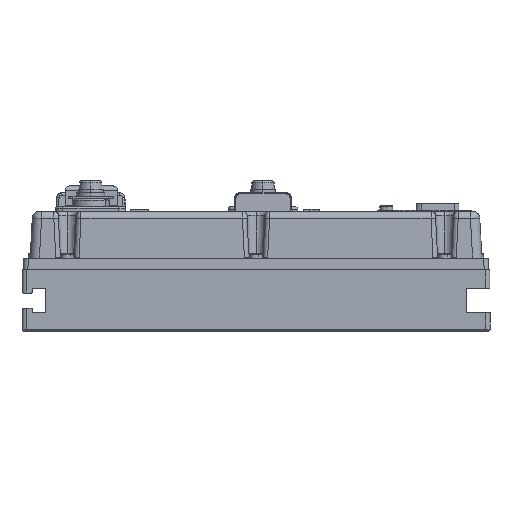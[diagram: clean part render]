
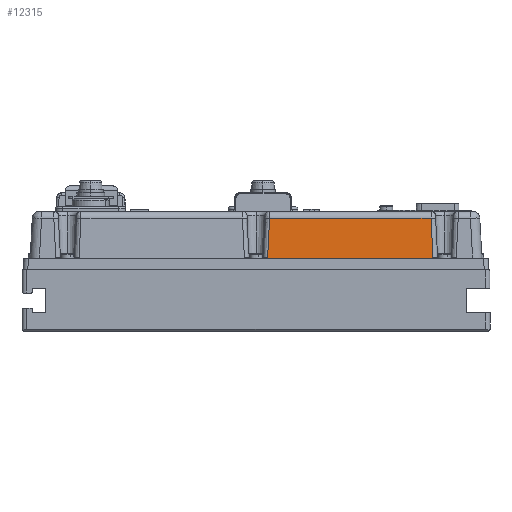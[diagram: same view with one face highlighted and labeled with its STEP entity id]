
A CAD part, left-side view. The second image highlights one B-rep face of the part: STEP entity #12315.
In plain terms, the highlighted planar face has unit normal (-0.999, 0, 0.052).
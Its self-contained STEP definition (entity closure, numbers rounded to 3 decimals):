
#1878 = CARTESIAN_POINT ( 'NONE',  ( -81.101, -5.828, 22.157 ) ) ;
#2137 = CARTESIAN_POINT ( 'NONE',  ( -81.101, -75.172, 22.157 ) ) ;
#12315 = ADVANCED_FACE ( 'NONE', ( #76662 ), #76044, .T. ) ;
#15971 = CARTESIAN_POINT ( 'NONE',  ( -82., -76.003, 5. ) ) ;
#15989 = CARTESIAN_POINT ( 'NONE',  ( -82., -4.997, 5. ) ) ;
#19405 = EDGE_CURVE ( 'NONE', #51231, #51189, #87033, .T. ) ;
#19491 = EDGE_CURVE ( 'NONE', #23597, #88879, #72403, .T. ) ;
#19499 = EDGE_CURVE ( 'NONE', #38734, #23597, #87456, .T. ) ;
#19500 = EDGE_CURVE ( 'NONE', #88879, #51231, #87459, .T. ) ;
#19508 = EDGE_CURVE ( 'NONE', #51189, #88666, #87501, .T. ) ;
#19509 = EDGE_CURVE ( 'NONE', #88666, #38734, #72402, .T. ) ;
#23597 = VERTEX_POINT ( 'NONE', #1878 ) ;
#34253 = ORIENTED_EDGE ( 'NONE', *, *, #19491, .T. ) ;
#34254 = ORIENTED_EDGE ( 'NONE', *, *, #19509, .T. ) ;
#34272 = ORIENTED_EDGE ( 'NONE', *, *, #19508, .T. ) ;
#34289 = ORIENTED_EDGE ( 'NONE', *, *, #19499, .T. ) ;
#34300 = ORIENTED_EDGE ( 'NONE', *, *, #19500, .T. ) ;
#34303 = ORIENTED_EDGE ( 'NONE', *, *, #19405, .T. ) ;
#38734 = VERTEX_POINT ( 'NONE', #2137 ) ;
#50793 = CARTESIAN_POINT ( 'NONE',  ( -81.997, -76., 5.052 ) ) ;
#50858 = CARTESIAN_POINT ( 'NONE',  ( -81.997, -5., 5.052 ) ) ;
#51189 = VERTEX_POINT ( 'NONE', #15971 ) ;
#51231 = VERTEX_POINT ( 'NONE', #15989 ) ;
#72402 = B_SPLINE_CURVE_WITH_KNOTS ( 'NONE', 3,
 ( #87488, #87504, #87505, #87506 ),
 .UNSPECIFIED., .F., .F.,
 ( 4, 4 ),
 ( 0., 0.017 ),
 .UNSPECIFIED. ) ;
#72403 = B_SPLINE_CURVE_WITH_KNOTS ( 'NONE', 3,
 ( #87394, #87413, #87414, #87415 ),
 .UNSPECIFIED., .F., .F.,
 ( 4, 4 ),
 ( 0., 0.017 ),
 .UNSPECIFIED. ) ;
#76044 = PLANE ( 'NONE',  #76667 ) ;
#76045 = CARTESIAN_POINT ( 'NONE',  ( -82., 0., 5. ) ) ;
#76046 = DIRECTION ( 'NONE',  ( -0.999, 0., 0.052 ) ) ;
#76047 = DIRECTION ( 'NONE',  ( 0.052, 0., 0.999 ) ) ;
#76662 = FACE_OUTER_BOUND ( 'NONE', #86410, .T. ) ;
#76667 = AXIS2_PLACEMENT_3D ( 'NONE', #76045, #76046, #76047 ) ;
#77743 = VECTOR ( 'NONE', #87035, 1000. ) ;
#77866 = VECTOR ( 'NONE', #87458, 1000. ) ;
#77867 = VECTOR ( 'NONE', #87461, 1000. ) ;
#77884 = VECTOR ( 'NONE', #87503, 1000. ) ;
#86410 = EDGE_LOOP ( 'NONE', ( #34289, #34253, #34300, #34303, #34272, #34254 ) ) ;
#87033 = LINE ( 'NONE', #87034, #77743 ) ;
#87034 = CARTESIAN_POINT ( 'NONE',  ( -82., 0., 5. ) ) ;
#87035 = DIRECTION ( 'NONE',  ( 0., -1., 0. ) ) ;
#87394 = CARTESIAN_POINT ( 'NONE',  ( -81.101, -5.828, 22.157 ) ) ;
#87413 = CARTESIAN_POINT ( 'NONE',  ( -81.4, -5.571, 16.455 ) ) ;
#87414 = CARTESIAN_POINT ( 'NONE',  ( -81.699, -5.299, 10.753 ) ) ;
#87415 = CARTESIAN_POINT ( 'NONE',  ( -81.997, -5., 5.052 ) ) ;
#87456 = LINE ( 'NONE', #87457, #77866 ) ;
#87457 = CARTESIAN_POINT ( 'NONE',  ( -81.101, 0., 22.157 ) ) ;
#87458 = DIRECTION ( 'NONE',  ( 0., 1., 0. ) ) ;
#87459 = LINE ( 'NONE', #87460, #77867 ) ;
#87460 = CARTESIAN_POINT ( 'NONE',  ( -82.014, -4.984, 4.74 ) ) ;
#87461 = DIRECTION ( 'NONE',  ( -0.052, 0.052, -0.997 ) ) ;
#87488 = CARTESIAN_POINT ( 'NONE',  ( -81.997, -76., 5.052 ) ) ;
#87501 = LINE ( 'NONE', #87502, #77884 ) ;
#87502 = CARTESIAN_POINT ( 'NONE',  ( -81.792, -75.795, 8.961 ) ) ;
#87503 = DIRECTION ( 'NONE',  ( 0.052, 0.052, 0.997 ) ) ;
#87504 = CARTESIAN_POINT ( 'NONE',  ( -81.699, -75.701, 10.753 ) ) ;
#87505 = CARTESIAN_POINT ( 'NONE',  ( -81.4, -75.429, 16.455 ) ) ;
#87506 = CARTESIAN_POINT ( 'NONE',  ( -81.101, -75.172, 22.157 ) ) ;
#88666 = VERTEX_POINT ( 'NONE', #50793 ) ;
#88879 = VERTEX_POINT ( 'NONE', #50858 ) ;
